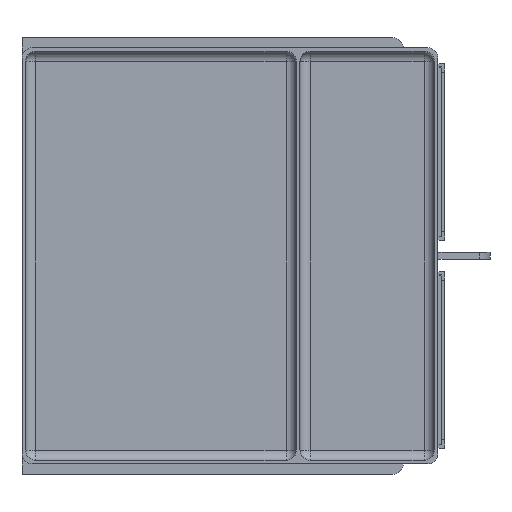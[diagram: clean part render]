
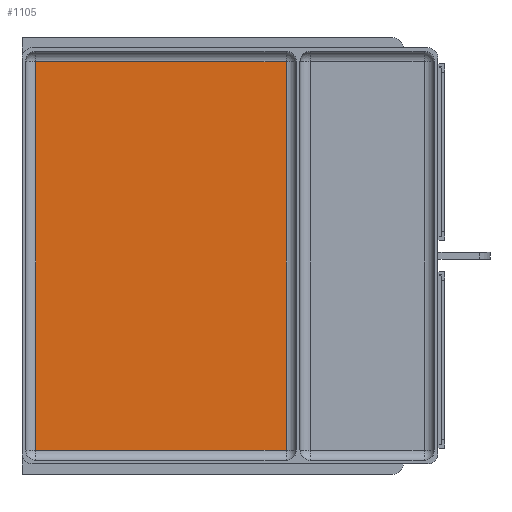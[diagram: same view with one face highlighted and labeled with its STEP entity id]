
A CAD part, top view. The second image highlights one B-rep face of the part: STEP entity #1105.
In plain terms, the highlighted planar face has unit normal (0, 0, 1).
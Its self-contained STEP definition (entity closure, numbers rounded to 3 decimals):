
#72 = CYLINDRICAL_SURFACE('',#73,3.);
#73 = AXIS2_PLACEMENT_3D('',#74,#75,#76);
#74 = CARTESIAN_POINT('',(-56.,-56.,4.));
#75 = DIRECTION('',(0.,1.,0.));
#76 = DIRECTION('',(-1.,0.,0.));
#229 = VERTEX_POINT('',#230);
#230 = CARTESIAN_POINT('',(-56.,-56.,1.));
#252 = EDGE_CURVE('',#229,#253,#255,.T.);
#253 = VERTEX_POINT('',#254);
#254 = CARTESIAN_POINT('',(-56.,56.,1.));
#255 = SURFACE_CURVE('',#256,(#260,#267),.PCURVE_S1.);
#256 = LINE('',#257,#258);
#257 = CARTESIAN_POINT('',(-56.,-56.,1.));
#258 = VECTOR('',#259,1.);
#259 = DIRECTION('',(0.,1.,0.));
#260 = PCURVE('',#72,#261);
#261 = DEFINITIONAL_REPRESENTATION('',(#262),#266);
#262 = LINE('',#263,#264);
#263 = CARTESIAN_POINT('',(-1.571,0.));
#264 = VECTOR('',#265,1.);
#265 = DIRECTION('',(-0.,1.));
#266 = ( GEOMETRIC_REPRESENTATION_CONTEXT(2) 
PARAMETRIC_REPRESENTATION_CONTEXT() REPRESENTATION_CONTEXT('2D SPACE',''
  ) );
#267 = PCURVE('',#268,#273);
#268 = PLANE('',#269);
#269 = AXIS2_PLACEMENT_3D('',#270,#271,#272);
#270 = CARTESIAN_POINT('',(-19.917,0.,1.));
#271 = DIRECTION('',(-0.,-0.,-1.));
#272 = DIRECTION('',(-1.,0.,0.));
#273 = DEFINITIONAL_REPRESENTATION('',(#274),#278);
#274 = LINE('',#275,#276);
#275 = CARTESIAN_POINT('',(36.083,-56.));
#276 = VECTOR('',#277,1.);
#277 = DIRECTION('',(0.,1.));
#278 = ( GEOMETRIC_REPRESENTATION_CONTEXT(2) 
PARAMETRIC_REPRESENTATION_CONTEXT() REPRESENTATION_CONTEXT('2D SPACE',''
  ) );
#1043 = CYLINDRICAL_SURFACE('',#1044,3.);
#1044 = AXIS2_PLACEMENT_3D('',#1045,#1046,#1047);
#1045 = CARTESIAN_POINT('',(16.167,-56.,4.));
#1046 = DIRECTION('',(-1.,0.,0.));
#1047 = DIRECTION('',(0.,-1.,0.));
#1105 = ADVANCED_FACE('',(#1106),#268,.F.);
#1106 = FACE_BOUND('',#1107,.F.);
#1107 = EDGE_LOOP('',(#1108,#1109,#1137,#1165));
#1108 = ORIENTED_EDGE('',*,*,#252,.T.);
#1109 = ORIENTED_EDGE('',*,*,#1110,.T.);
#1110 = EDGE_CURVE('',#253,#1111,#1113,.T.);
#1111 = VERTEX_POINT('',#1112);
#1112 = CARTESIAN_POINT('',(16.167,56.,1.));
#1113 = SURFACE_CURVE('',#1114,(#1118,#1125),.PCURVE_S1.);
#1114 = LINE('',#1115,#1116);
#1115 = CARTESIAN_POINT('',(-56.,56.,1.));
#1116 = VECTOR('',#1117,1.);
#1117 = DIRECTION('',(1.,0.,0.));
#1118 = PCURVE('',#268,#1119);
#1119 = DEFINITIONAL_REPRESENTATION('',(#1120),#1124);
#1120 = LINE('',#1121,#1122);
#1121 = CARTESIAN_POINT('',(36.083,56.));
#1122 = VECTOR('',#1123,1.);
#1123 = DIRECTION('',(-1.,0.));
#1124 = ( GEOMETRIC_REPRESENTATION_CONTEXT(2) 
PARAMETRIC_REPRESENTATION_CONTEXT() REPRESENTATION_CONTEXT('2D SPACE',''
  ) );
#1125 = PCURVE('',#1126,#1131);
#1126 = CYLINDRICAL_SURFACE('',#1127,3.);
#1127 = AXIS2_PLACEMENT_3D('',#1128,#1129,#1130);
#1128 = CARTESIAN_POINT('',(-56.,56.,4.));
#1129 = DIRECTION('',(1.,0.,0.));
#1130 = DIRECTION('',(0.,1.,0.));
#1131 = DEFINITIONAL_REPRESENTATION('',(#1132),#1136);
#1132 = LINE('',#1133,#1134);
#1133 = CARTESIAN_POINT('',(-1.571,0.));
#1134 = VECTOR('',#1135,1.);
#1135 = DIRECTION('',(-0.,1.));
#1136 = ( GEOMETRIC_REPRESENTATION_CONTEXT(2) 
PARAMETRIC_REPRESENTATION_CONTEXT() REPRESENTATION_CONTEXT('2D SPACE',''
  ) );
#1137 = ORIENTED_EDGE('',*,*,#1138,.T.);
#1138 = EDGE_CURVE('',#1111,#1139,#1141,.T.);
#1139 = VERTEX_POINT('',#1140);
#1140 = CARTESIAN_POINT('',(16.167,-56.,1.));
#1141 = SURFACE_CURVE('',#1142,(#1146,#1153),.PCURVE_S1.);
#1142 = LINE('',#1143,#1144);
#1143 = CARTESIAN_POINT('',(16.167,56.,1.));
#1144 = VECTOR('',#1145,1.);
#1145 = DIRECTION('',(0.,-1.,0.));
#1146 = PCURVE('',#268,#1147);
#1147 = DEFINITIONAL_REPRESENTATION('',(#1148),#1152);
#1148 = LINE('',#1149,#1150);
#1149 = CARTESIAN_POINT('',(-36.083,56.));
#1150 = VECTOR('',#1151,1.);
#1151 = DIRECTION('',(0.,-1.));
#1152 = ( GEOMETRIC_REPRESENTATION_CONTEXT(2) 
PARAMETRIC_REPRESENTATION_CONTEXT() REPRESENTATION_CONTEXT('2D SPACE',''
  ) );
#1153 = PCURVE('',#1154,#1159);
#1154 = CYLINDRICAL_SURFACE('',#1155,3.);
#1155 = AXIS2_PLACEMENT_3D('',#1156,#1157,#1158);
#1156 = CARTESIAN_POINT('',(16.167,56.,4.));
#1157 = DIRECTION('',(0.,-1.,0.));
#1158 = DIRECTION('',(1.,0.,0.));
#1159 = DEFINITIONAL_REPRESENTATION('',(#1160),#1164);
#1160 = LINE('',#1161,#1162);
#1161 = CARTESIAN_POINT('',(-1.571,0.));
#1162 = VECTOR('',#1163,1.);
#1163 = DIRECTION('',(-0.,1.));
#1164 = ( GEOMETRIC_REPRESENTATION_CONTEXT(2) 
PARAMETRIC_REPRESENTATION_CONTEXT() REPRESENTATION_CONTEXT('2D SPACE',''
  ) );
#1165 = ORIENTED_EDGE('',*,*,#1166,.T.);
#1166 = EDGE_CURVE('',#1139,#229,#1167,.T.);
#1167 = SURFACE_CURVE('',#1168,(#1172,#1179),.PCURVE_S1.);
#1168 = LINE('',#1169,#1170);
#1169 = CARTESIAN_POINT('',(16.167,-56.,1.));
#1170 = VECTOR('',#1171,1.);
#1171 = DIRECTION('',(-1.,0.,0.));
#1172 = PCURVE('',#268,#1173);
#1173 = DEFINITIONAL_REPRESENTATION('',(#1174),#1178);
#1174 = LINE('',#1175,#1176);
#1175 = CARTESIAN_POINT('',(-36.083,-56.));
#1176 = VECTOR('',#1177,1.);
#1177 = DIRECTION('',(1.,0.));
#1178 = ( GEOMETRIC_REPRESENTATION_CONTEXT(2) 
PARAMETRIC_REPRESENTATION_CONTEXT() REPRESENTATION_CONTEXT('2D SPACE',''
  ) );
#1179 = PCURVE('',#1043,#1180);
#1180 = DEFINITIONAL_REPRESENTATION('',(#1181),#1185);
#1181 = LINE('',#1182,#1183);
#1182 = CARTESIAN_POINT('',(-1.571,0.));
#1183 = VECTOR('',#1184,1.);
#1184 = DIRECTION('',(-0.,1.));
#1185 = ( GEOMETRIC_REPRESENTATION_CONTEXT(2) 
PARAMETRIC_REPRESENTATION_CONTEXT() REPRESENTATION_CONTEXT('2D SPACE',''
  ) );
